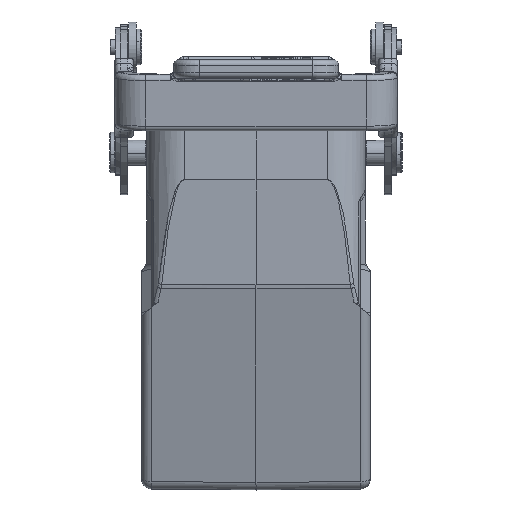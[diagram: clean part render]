
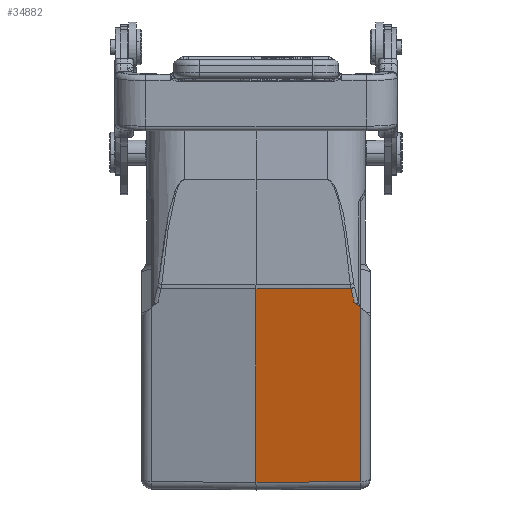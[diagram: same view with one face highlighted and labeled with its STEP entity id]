
A CAD part, left-side view. The second image highlights one B-rep face of the part: STEP entity #34882.
In plain terms, the highlighted planar face has unit normal (-0.966, -0.009, -0.259).
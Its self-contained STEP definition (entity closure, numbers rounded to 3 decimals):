
#5053=DIRECTION('',(-0.259,0.,0.966));
#5054=VECTOR('',#5053,39.439);
#5055=CARTESIAN_POINT('',(-24.342,0.,
-70.518));
#5056=LINE('',#5055,#5054);
#5057=CARTESIAN_POINT('',(-34.389,-18.655,
-32.394));
#5058=CARTESIAN_POINT('',(-34.15,-18.889,
-33.278));
#5059=CARTESIAN_POINT('',(-33.909,-19.089,
-34.171));
#5060=CARTESIAN_POINT('',(-33.666,-19.266,
-35.069));
#5062=DIRECTION('',(0.173,-0.765,-0.62));
#5063=VECTOR('',#5062,1.636);
#5064=CARTESIAN_POINT('',(-33.666,-19.266,
-35.069));
#5065=LINE('',#5064,#5063);
#5066=DIRECTION('',(-0.007,1.,-0.009));
#5067=VECTOR('',#5066,20.519);
#5068=CARTESIAN_POINT('',(-24.205,-20.517,
-70.339));
#5069=LINE('',#5068,#5067);
#5182=DIRECTION('',(-0.009,1.,-0.002));
#5183=VECTOR('',#5182,18.656);
#5184=CARTESIAN_POINT('',(-34.389,-18.655,
-32.394));
#5185=LINE('',#5184,#5183);
#5247=CARTESIAN_POINT('',(-33.383,-20.517,
-36.083));
#5263=DIRECTION('',(-0.259,0.,0.966));
#5264=VECTOR('',#5263,35.464);
#5265=CARTESIAN_POINT('',(-24.205,-20.517,
-70.339));
#5266=LINE('',#5265,#5264);
#22390=VERTEX_POINT('',#5247);
#22391=CARTESIAN_POINT('',(-24.205,-20.517,
-70.339));
#22392=VERTEX_POINT('',#22391);
#22393=CARTESIAN_POINT('',(-33.666,-19.266,
-35.069));
#22394=VERTEX_POINT('',#22393);
#22400=CARTESIAN_POINT('',(-34.389,-18.655,
-32.394));
#22401=CARTESIAN_POINT('',(-34.55,0.,
-32.423));
#22402=VERTEX_POINT('',#22400);
#22403=VERTEX_POINT('',#22401);
#22404=CARTESIAN_POINT('',(-24.342,0.,
-70.518));
#22405=VERTEX_POINT('',#22404);
#34865=CARTESIAN_POINT('',(-23.945,0.,-72.));
#34866=DIRECTION('',(-0.966,-0.009,-0.259));
#34867=DIRECTION('',(-0.259,0.,0.966));
#34868=AXIS2_PLACEMENT_3D('',#34865,#34866,#34867);
#34869=PLANE('',#34868);
#34871=ORIENTED_EDGE('',*,*,#34870,.T.);
#34873=ORIENTED_EDGE('',*,*,#34872,.F.);
#34875=ORIENTED_EDGE('',*,*,#34874,.T.);
#34876=ORIENTED_EDGE('',*,*,#34849,.T.);
#34878=ORIENTED_EDGE('',*,*,#34877,.F.);
#34879=ORIENTED_EDGE('',*,*,#34419,.T.);
#34880=EDGE_LOOP('',(#34871,#34873,#34875,#34876,#34878,#34879));
#34881=FACE_OUTER_BOUND('',#34880,.F.);
#34882=ADVANCED_FACE('',(#34881),#34869,.T.);
#5061=B_SPLINE_CURVE_WITH_KNOTS('',3,(#5057,#5058,#5059,#5060),.UNSPECIFIED.,
.F.,.F.,(4,4),(0.,1.),.UNSPECIFIED.);
#34419=EDGE_CURVE('',#22392,#22405,#5069,.T.);
#34849=EDGE_CURVE('',#22394,#22390,#5065,.T.);
#34870=EDGE_CURVE('',#22405,#22403,#5056,.T.);
#34872=EDGE_CURVE('',#22402,#22403,#5185,.T.);
#34874=EDGE_CURVE('',#22402,#22394,#5061,.T.);
#34877=EDGE_CURVE('',#22392,#22390,#5266,.T.);
